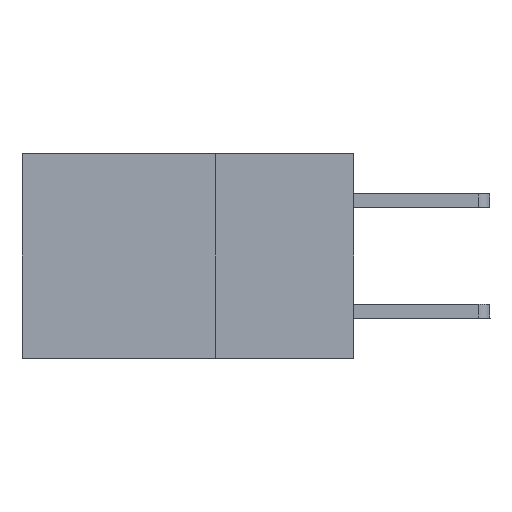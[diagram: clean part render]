
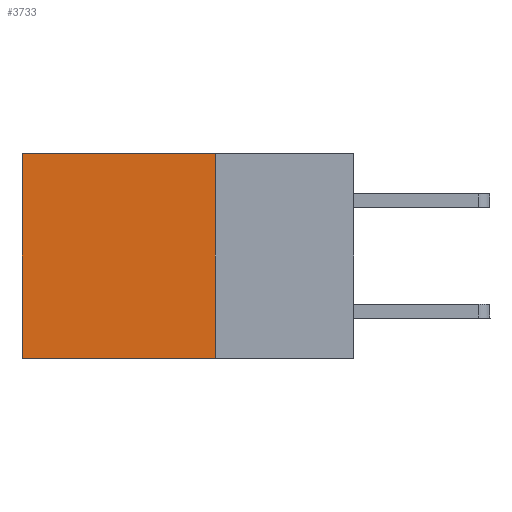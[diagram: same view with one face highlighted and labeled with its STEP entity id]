
A CAD part, left-side view. The second image highlights one B-rep face of the part: STEP entity #3733.
In plain terms, the highlighted planar face has unit normal (-1, 0, 0).
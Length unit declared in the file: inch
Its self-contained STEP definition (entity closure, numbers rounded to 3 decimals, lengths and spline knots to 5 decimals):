
#281 = LINE ( 'NONE', #8514, #4616 ) ;
#586 = CARTESIAN_POINT ( 'NONE',  ( 0.2875, 0.25, 0. ) ) ;
#1275 = DIRECTION ( 'NONE',  ( 0., 0., -1. ) ) ;
#1542 = VERTEX_POINT ( 'NONE', #586 ) ;
#1999 = DIRECTION ( 'NONE',  ( 0., 0., -1. ) ) ;
#2446 = CARTESIAN_POINT ( 'NONE',  ( 0.2875, 0.6, -0.37 ) ) ;
#2489 = FACE_OUTER_BOUND ( 'NONE', #3803, .T. ) ;
#2574 = EDGE_CURVE ( 'NONE', #1542, #5756, #2943, .T. ) ;
#2943 = LINE ( 'NONE', #7109, #3861 ) ;
#3549 = CARTESIAN_POINT ( 'NONE',  ( 0.2875, 0.6, 0. ) ) ;
#3639 = CARTESIAN_POINT ( 'NONE',  ( 0.2875, 0.25, 0. ) ) ;
#3733 = ADVANCED_FACE ( 'NONE', ( #2489 ), #6649, .F. ) ;
#3803 = EDGE_LOOP ( 'NONE', ( #5861, #7913, #6045, #7586 ) ) ;
#3861 = VECTOR ( 'NONE', #1999, 39.37008 ) ;
#4616 = VECTOR ( 'NONE', #12560, 39.37008 ) ;
#4664 = LINE ( 'NONE', #3639, #12003 ) ;
#5352 = LINE ( 'NONE', #5616, #12608 ) ;
#5616 = CARTESIAN_POINT ( 'NONE',  ( 0.2875, 0.6, 0. ) ) ;
#5756 = VERTEX_POINT ( 'NONE', #6524 ) ;
#5861 = ORIENTED_EDGE ( 'NONE', *, *, #10966, .T. ) ;
#6045 = ORIENTED_EDGE ( 'NONE', *, *, #2574, .F. ) ;
#6524 = CARTESIAN_POINT ( 'NONE',  ( 0.2875, 0.25, -0.37 ) ) ;
#6649 = PLANE ( 'NONE',  #8467 ) ;
#6825 = EDGE_CURVE ( 'NONE', #5756, #10130, #281, .T. ) ;
#7109 = CARTESIAN_POINT ( 'NONE',  ( 0.2875, 0.25, 0. ) ) ;
#7485 = EDGE_CURVE ( 'NONE', #1542, #12580, #4664, .T. ) ;
#7586 = ORIENTED_EDGE ( 'NONE', *, *, #7485, .T. ) ;
#7691 = CARTESIAN_POINT ( 'NONE',  ( 0.2875, 0.25, 0. ) ) ;
#7913 = ORIENTED_EDGE ( 'NONE', *, *, #6825, .F. ) ;
#8467 = AXIS2_PLACEMENT_3D ( 'NONE', #7691, #9581, #1275 ) ;
#8514 = CARTESIAN_POINT ( 'NONE',  ( 0.2875, 0.25, -0.37 ) ) ;
#9581 = DIRECTION ( 'NONE',  ( 1., 0., 0. ) ) ;
#10130 = VERTEX_POINT ( 'NONE', #2446 ) ;
#10966 = EDGE_CURVE ( 'NONE', #12580, #10130, #5352, .T. ) ;
#11997 = DIRECTION ( 'NONE',  ( 0., 1., 0. ) ) ;
#12003 = VECTOR ( 'NONE', #11997, 39.37008 ) ;
#12560 = DIRECTION ( 'NONE',  ( 0., 1., 0. ) ) ;
#12580 = VERTEX_POINT ( 'NONE', #3549 ) ;
#12608 = VECTOR ( 'NONE', #12801, 39.37008 ) ;
#12801 = DIRECTION ( 'NONE',  ( 0., 0., -1. ) ) ;
